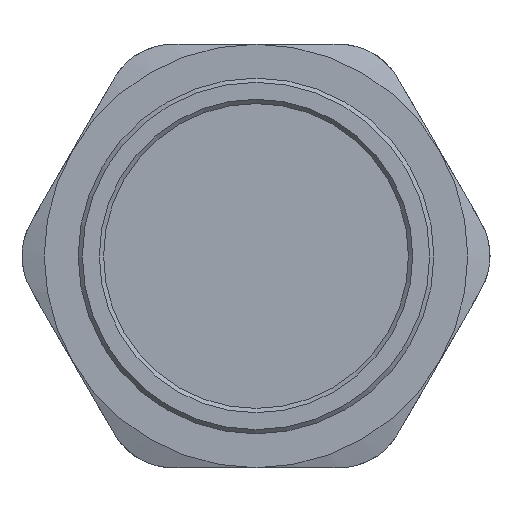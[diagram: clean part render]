
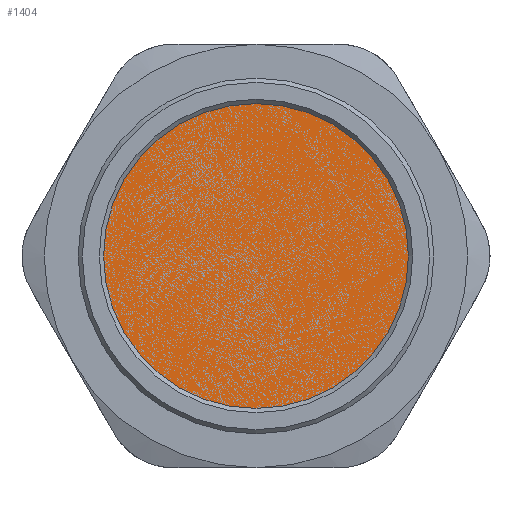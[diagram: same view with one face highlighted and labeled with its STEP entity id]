
A CAD part, front view. The second image highlights one B-rep face of the part: STEP entity #1404.
In plain terms, the highlighted planar face has unit normal (0, 1, 0).
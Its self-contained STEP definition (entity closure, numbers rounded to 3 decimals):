
#456=FACE_OUTER_BOUND('',#544,.T.);
#544=EDGE_LOOP('',(#1288));
#610=CIRCLE('',#1570,21.);
#729=VERTEX_POINT('',#2584);
#916=EDGE_CURVE('',#729,#729,#610,.T.);
#1288=ORIENTED_EDGE('',*,*,#916,.T.);
#1324=PLANE('',#1569);
#1404=ADVANCED_FACE('',(#456),#1324,.T.);
#1569=AXIS2_PLACEMENT_3D('',#2583,#1946,#1947);
#1570=AXIS2_PLACEMENT_3D('',#2585,#1948,#1949);
#1946=DIRECTION('center_axis',(0.,1.,0.));
#1947=DIRECTION('ref_axis',(0.,0.,1.));
#1948=DIRECTION('center_axis',(0.,1.,0.));
#1949=DIRECTION('ref_axis',(-1.,0.,0.));
#2583=CARTESIAN_POINT('Origin',(-5.226,-4.242,0.));
#2584=CARTESIAN_POINT('',(-26.226,-4.242,0.));
#2585=CARTESIAN_POINT('Origin',(-5.226,-4.242,0.));
